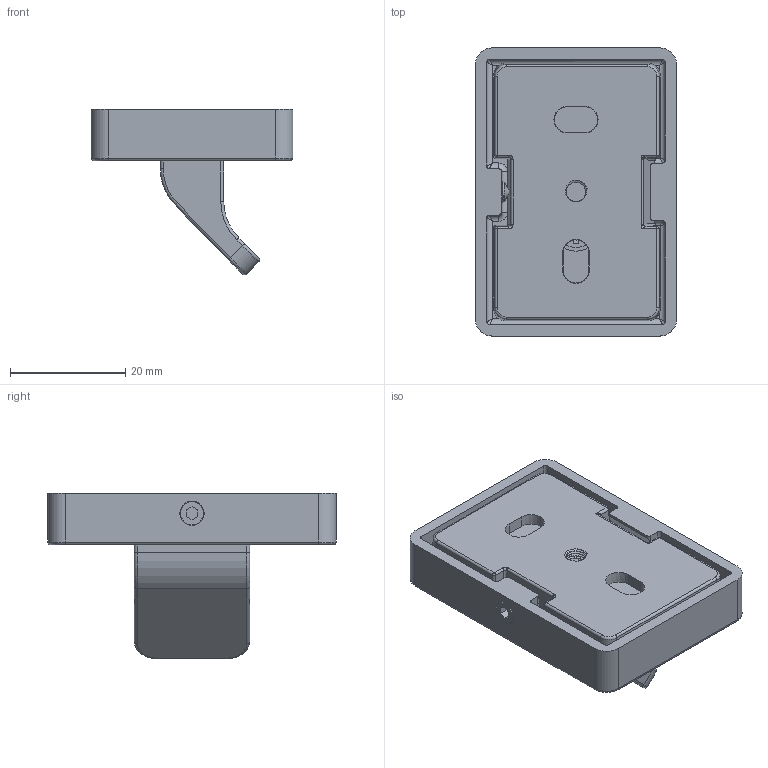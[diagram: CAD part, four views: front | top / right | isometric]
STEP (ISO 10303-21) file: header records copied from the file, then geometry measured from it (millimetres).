
FILE_DESCRIPTION((''),'2;1');
FILE_NAME('NV022-10_ASM','2021-05-02T',('Administrator'),(''),'PRO/ENGINEER BY PARAMETRIC TECHNOLOGY CORPORATION, 2009440','PRO/ENGINEER BY PARAMETRIC TECHNOLOGY CORPORATION, 2009440','');
FILE_SCHEMA(('CONFIG_CONTROL_DESIGN'));
Length unit declared in the file: millimetre
Products named in the file (6): NV022-00-02; NV022-10-01; NV022-00-01; MP5-8; MPA5-8; NV022-10_ASM
Assembly tree (6 placements, depth 2):
  NV022-10_ASM
    NV022-00-02
    NV022-10-01
    NV022-00-01
    MP5-8  x2
    MPA5-8
Bounding box: 35 x 50 x 28.79 mm (x, y, z)
Volume: 12622.3 mm3; surface area: 12027.9 mm2
Topology: 7 solids, 7 shells, 486 faces, 1257 edges, 792 vertices
Faces by surface type: cylinder 153, plane 152, bspline 73, extrusion 57, cone 33, torus 14, sphere 4
Entity records: 21041 total; most frequent: CARTESIAN_POINT 11087, ORIENTED_EDGE 2252, DIRECTION 1650, EDGE_CURVE 1126, VERTEX_POINT 709, VECTOR 586, AXIS2_PLACEMENT_3D 532, LINE 529
